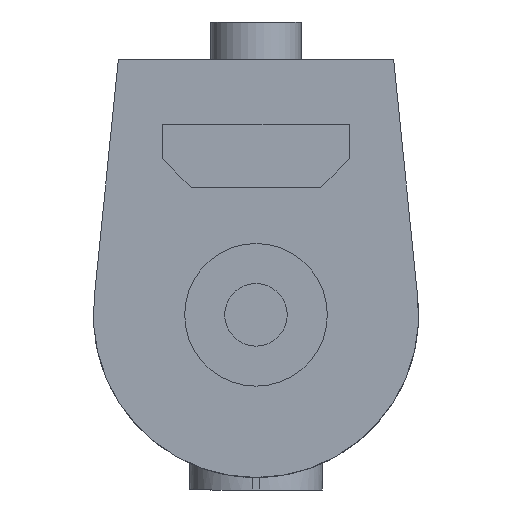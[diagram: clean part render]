
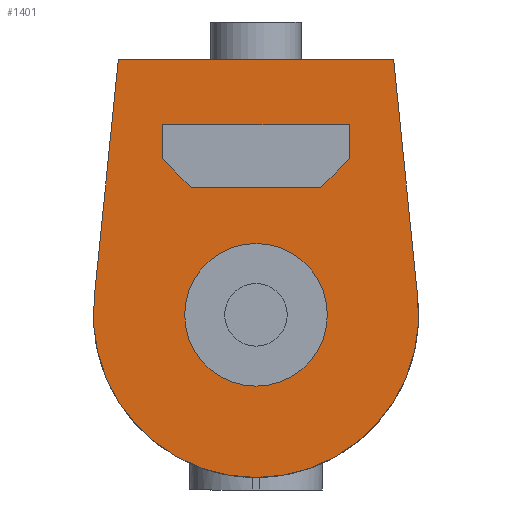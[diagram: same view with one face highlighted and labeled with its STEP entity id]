
A CAD part, left-side view. The second image highlights one B-rep face of the part: STEP entity #1401.
In plain terms, the highlighted planar face has unit normal (-1, 0, 0).
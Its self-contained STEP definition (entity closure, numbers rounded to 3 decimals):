
#54=FACE_BOUND('',#311,.T.);
#55=FACE_BOUND('',#312,.T.);
#114=PLANE('',#1560);
#202=FACE_OUTER_BOUND('',#310,.T.);
#310=EDGE_LOOP('',(#1276,#1277,#1278,#1279));
#311=EDGE_LOOP('',(#1280));
#312=EDGE_LOOP('',(#1281,#1282,#1283,#1284,#1285,#1286));
#341=LINE('',#2143,#463);
#345=LINE('',#2151,#467);
#348=LINE('',#2157,#470);
#351=LINE('',#2163,#473);
#354=LINE('',#2169,#476);
#357=LINE('',#2174,#479);
#377=LINE('',#2290,#499);
#433=LINE('',#2514,#555);
#434=LINE('',#2516,#556);
#463=VECTOR('',#1740,10.);
#467=VECTOR('',#1746,10.);
#470=VECTOR('',#1751,10.);
#473=VECTOR('',#1756,10.);
#476=VECTOR('',#1761,10.);
#479=VECTOR('',#1766,10.);
#499=VECTOR('',#1826,10.);
#555=VECTOR('',#1968,10.);
#556=VECTOR('',#1971,10.);
#590=CIRCLE('',#1488,2.85);
#608=CIRCLE('',#1557,6.5);
#650=VERTEX_POINT('',#2136);
#651=VERTEX_POINT('',#2141);
#652=VERTEX_POINT('',#2142);
#655=VERTEX_POINT('',#2150);
#657=VERTEX_POINT('',#2156);
#659=VERTEX_POINT('',#2162);
#661=VERTEX_POINT('',#2168);
#685=VERTEX_POINT('',#2287);
#686=VERTEX_POINT('',#2289);
#730=VERTEX_POINT('',#2508);
#731=VERTEX_POINT('',#2509);
#794=EDGE_CURVE('',#650,#650,#590,.T.);
#796=EDGE_CURVE('',#651,#652,#341,.T.);
#800=EDGE_CURVE('',#655,#651,#345,.T.);
#803=EDGE_CURVE('',#657,#655,#348,.T.);
#806=EDGE_CURVE('',#659,#657,#351,.T.);
#809=EDGE_CURVE('',#661,#659,#354,.T.);
#812=EDGE_CURVE('',#652,#661,#357,.T.);
#844=EDGE_CURVE('',#685,#686,#377,.T.);
#912=EDGE_CURVE('',#730,#731,#608,.T.);
#915=EDGE_CURVE('',#686,#731,#433,.T.);
#916=EDGE_CURVE('',#685,#730,#434,.T.);
#1276=ORIENTED_EDGE('',*,*,#916,.T.);
#1277=ORIENTED_EDGE('',*,*,#912,.T.);
#1278=ORIENTED_EDGE('',*,*,#915,.F.);
#1279=ORIENTED_EDGE('',*,*,#844,.F.);
#1280=ORIENTED_EDGE('',*,*,#794,.T.);
#1281=ORIENTED_EDGE('',*,*,#796,.T.);
#1282=ORIENTED_EDGE('',*,*,#812,.T.);
#1283=ORIENTED_EDGE('',*,*,#809,.T.);
#1284=ORIENTED_EDGE('',*,*,#806,.T.);
#1285=ORIENTED_EDGE('',*,*,#803,.T.);
#1286=ORIENTED_EDGE('',*,*,#800,.T.);
#1401=ADVANCED_FACE('',(#202,#54,#55),#114,.T.);
#1488=AXIS2_PLACEMENT_3D('',#2137,#1733,#1734);
#1557=AXIS2_PLACEMENT_3D('',#2510,#1962,#1963);
#1560=AXIS2_PLACEMENT_3D('',#2517,#1972,#1973);
#1733=DIRECTION('center_axis',(1.,0.,0.));
#1734=DIRECTION('ref_axis',(0.,-1.,0.));
#1740=DIRECTION('',(0.,0.707,-0.707));
#1746=DIRECTION('',(0.,0.,-1.));
#1751=DIRECTION('',(0.,-1.,0.));
#1756=DIRECTION('',(0.,0.,1.));
#1761=DIRECTION('',(0.,0.707,0.707));
#1766=DIRECTION('',(0.,1.,0.));
#1826=DIRECTION('',(0.,-1.,0.));
#1962=DIRECTION('center_axis',(-1.,0.,0.));
#1963=DIRECTION('ref_axis',(0.,-1.,0.));
#1968=DIRECTION('',(0.,-0.101,-0.995));
#1971=DIRECTION('',(0.,0.101,-0.995));
#1972=DIRECTION('center_axis',(-1.,0.,0.));
#1973=DIRECTION('ref_axis',(0.,-1.,0.));
#2136=CARTESIAN_POINT('',(-62.9,21.85,0.));
#2137=CARTESIAN_POINT('Origin',(-62.9,19.,0.));
#2141=CARTESIAN_POINT('',(-62.9,15.275,6.231));
#2142=CARTESIAN_POINT('',(-62.9,16.406,5.1));
#2143=CARTESIAN_POINT('',(-62.9,17.302,4.205));
#2150=CARTESIAN_POINT('',(-62.9,15.275,7.6));
#2151=CARTESIAN_POINT('',(-62.9,15.275,4.725));
#2156=CARTESIAN_POINT('',(-62.9,22.725,7.6));
#2157=CARTESIAN_POINT('',(-62.9,20.863,7.6));
#2162=CARTESIAN_POINT('',(-62.9,22.725,6.231));
#2163=CARTESIAN_POINT('',(-62.9,22.725,4.041));
#2168=CARTESIAN_POINT('',(-62.9,21.594,5.1));
#2169=CARTESIAN_POINT('',(-62.9,20.133,3.639));
#2174=CARTESIAN_POINT('',(-62.9,17.703,5.1));
#2287=CARTESIAN_POINT('',(-62.9,24.5,10.2));
#2289=CARTESIAN_POINT('',(-62.9,13.5,10.2));
#2290=CARTESIAN_POINT('',(-62.9,24.5,10.2));
#2508=CARTESIAN_POINT('',(-62.9,25.467,0.655));
#2509=CARTESIAN_POINT('',(-62.9,12.533,0.655));
#2510=CARTESIAN_POINT('Origin',(-62.9,19.,0.));
#2514=CARTESIAN_POINT('',(-62.9,13.5,10.2));
#2516=CARTESIAN_POINT('',(-62.9,24.5,10.2));
#2517=CARTESIAN_POINT('Origin',(-62.9,19.,1.85));
